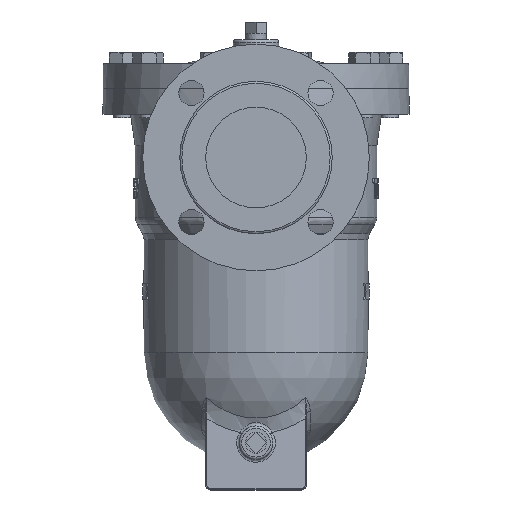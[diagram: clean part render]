
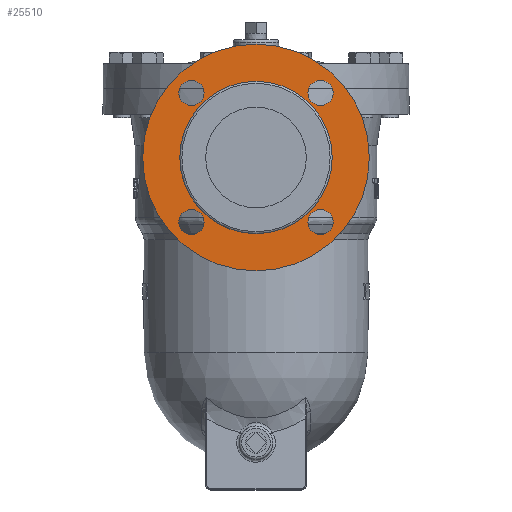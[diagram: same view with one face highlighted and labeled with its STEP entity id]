
A CAD part, left-side view. The second image highlights one B-rep face of the part: STEP entity #25510.
In plain terms, the highlighted planar face has unit normal (-1, 0, 0).
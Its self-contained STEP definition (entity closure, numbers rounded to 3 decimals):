
#261=CARTESIAN_POINT('',(-176.,0.0,6.));
#262=VERTEX_POINT('',#261);
#263=CARTESIAN_POINT('',(-176.,0.0,-54.5));
#264=DIRECTION('',(-1.0,0.0,0.0));
#265=DIRECTION('',(0.0,0.0,1.0));
#266=AXIS2_PLACEMENT_3D('',#263,#264,#265);
#267=CIRCLE('',#266,60.5);
#268=EDGE_CURVE('',#262,#262,#267,.T.);
#25110=CARTESIAN_POINT('',(-176.,0.0,35.5));
#25111=VERTEX_POINT('',#25110);
#25112=CARTESIAN_POINT('',(-176.,0.0,-54.5));
#25113=DIRECTION('',(-1.0,0.0,0.0));
#25114=DIRECTION('',(0.0,0.0,1.0));
#25115=AXIS2_PLACEMENT_3D('',#25112,#25113,#25114);
#25116=CIRCLE('',#25115,90.);
#25117=EDGE_CURVE('',#25111,#25111,#25116,.T.);
#25180=CARTESIAN_POINT('',(-176.,-61.265,-3.235));
#25181=VERTEX_POINT('',#25180);
#25182=CARTESIAN_POINT('',(-176.,-51.265,-3.235));
#25183=DIRECTION('',(1.0,0.0,0.0));
#25184=DIRECTION('',(0.0,-1.0,0.0));
#25185=AXIS2_PLACEMENT_3D('',#25182,#25183,#25184);
#25186=CIRCLE('',#25185,10.0);
#25187=EDGE_CURVE('',#25181,#25181,#25186,.T.);
#25221=CARTESIAN_POINT('',(-176.,-51.265,-115.765));
#25222=VERTEX_POINT('',#25221);
#25223=CARTESIAN_POINT('',(-176.,-51.265,-105.765));
#25224=DIRECTION('',(1.0,0.0,0.0));
#25225=DIRECTION('',(0.0,0.0,-1.0));
#25226=AXIS2_PLACEMENT_3D('',#25223,#25224,#25225);
#25227=CIRCLE('',#25226,10.0);
#25228=EDGE_CURVE('',#25222,#25222,#25227,.T.);
#25262=CARTESIAN_POINT('',(-176.,61.265,-105.765));
#25263=VERTEX_POINT('',#25262);
#25264=CARTESIAN_POINT('',(-176.,51.265,-105.765));
#25265=DIRECTION('',(1.0,0.0,0.0));
#25266=DIRECTION('',(0.0,1.0,0.0));
#25267=AXIS2_PLACEMENT_3D('',#25264,#25265,#25266);
#25268=CIRCLE('',#25267,10.0);
#25269=EDGE_CURVE('',#25263,#25263,#25268,.T.);
#25303=CARTESIAN_POINT('',(-176.,51.265,6.765));
#25304=VERTEX_POINT('',#25303);
#25305=CARTESIAN_POINT('',(-176.,51.265,-3.235));
#25306=DIRECTION('',(1.0,0.0,0.0));
#25307=DIRECTION('',(0.0,0.0,1.0));
#25308=AXIS2_PLACEMENT_3D('',#25305,#25306,#25307);
#25309=CIRCLE('',#25308,10.0);
#25310=EDGE_CURVE('',#25304,#25304,#25309,.T.);
#25487=CARTESIAN_POINT('',(-176.,0.0,20.75));
#25488=DIRECTION('',(-1.0,0.0,0.0));
#25489=DIRECTION('',(0.0,0.0,1.0));
#25490=AXIS2_PLACEMENT_3D('',#25487,#25488,#25489);
#25491=PLANE('',#25490);
#25492=ORIENTED_EDGE('',*,*,#25117,.T.);
#25493=EDGE_LOOP('',(#25492));
#25494=FACE_OUTER_BOUND('',#25493,.T.);
#25495=ORIENTED_EDGE('',*,*,#25187,.T.);
#25496=EDGE_LOOP('',(#25495));
#25497=FACE_BOUND('',#25496,.T.);
#25498=ORIENTED_EDGE('',*,*,#25228,.T.);
#25499=EDGE_LOOP('',(#25498));
#25500=FACE_BOUND('',#25499,.T.);
#25501=ORIENTED_EDGE('',*,*,#25269,.T.);
#25502=EDGE_LOOP('',(#25501));
#25503=FACE_BOUND('',#25502,.T.);
#25504=ORIENTED_EDGE('',*,*,#25310,.T.);
#25505=EDGE_LOOP('',(#25504));
#25506=FACE_BOUND('',#25505,.T.);
#25507=ORIENTED_EDGE('',*,*,#268,.F.);
#25508=EDGE_LOOP('',(#25507));
#25509=FACE_BOUND('',#25508,.T.);
#25510=ADVANCED_FACE('',(#25494,#25497,#25500,#25503,#25506,#25509),#25491,.T.);
